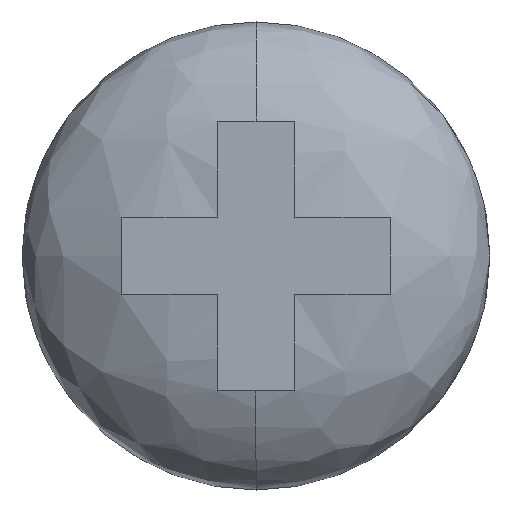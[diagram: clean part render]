
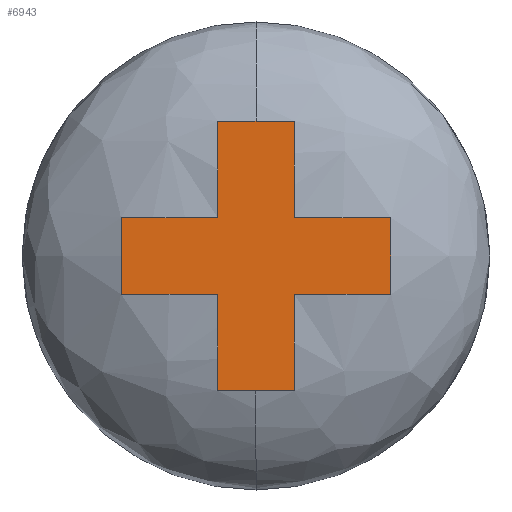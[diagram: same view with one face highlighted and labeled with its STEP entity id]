
A CAD part, front view. The second image highlights one B-rep face of the part: STEP entity #6943.
In plain terms, the highlighted planar face has unit normal (0, -1, 0).
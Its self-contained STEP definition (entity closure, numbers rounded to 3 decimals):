
#56 = DIRECTION ( 'NONE',  ( 0., 1., 0. ) ) ;
#70 = CARTESIAN_POINT ( 'NONE',  ( 2., 8.7, 136.425 ) ) ;
#225 = VECTOR ( 'NONE', #3129, 1000. ) ;
#268 = DIRECTION ( 'NONE',  ( 1., 0., 0. ) ) ;
#409 = CARTESIAN_POINT ( 'NONE',  ( 0.075, 8.7, 134.5 ) ) ;
#732 = VERTEX_POINT ( 'NONE', #8923 ) ;
#1025 = LINE ( 'NONE', #10050, #5556 ) ;
#1118 = CARTESIAN_POINT ( 'NONE',  ( 0.925, 8.7, 135.575 ) ) ;
#1158 = VECTOR ( 'NONE', #4157, 1000. ) ;
#1318 = EDGE_CURVE ( 'NONE', #2316, #8298, #1457, .T. ) ;
#1346 = FACE_OUTER_BOUND ( 'NONE', #6330, .T. ) ;
#1457 = LINE ( 'NONE', #9474, #8130 ) ;
#1479 = ORIENTED_EDGE ( 'NONE', *, *, #2294, .F. ) ;
#1585 = CARTESIAN_POINT ( 'NONE',  ( 0.075, 8.7, 135.575 ) ) ;
#1787 = EDGE_CURVE ( 'NONE', #5326, #7568, #3568, .T. ) ;
#1836 = EDGE_CURVE ( 'NONE', #10872, #2316, #3006, .T. ) ;
#1969 = CARTESIAN_POINT ( 'NONE',  ( 0.925, 8.7, 135.575 ) ) ;
#2082 = VERTEX_POINT ( 'NONE', #1969 ) ;
#2232 = DIRECTION ( 'NONE',  ( 0., 0., -1. ) ) ;
#2238 = DIRECTION ( 'NONE',  ( 1., 0., 0. ) ) ;
#2294 = EDGE_CURVE ( 'NONE', #9965, #5326, #4990, .T. ) ;
#2316 = VERTEX_POINT ( 'NONE', #70 ) ;
#2401 = CARTESIAN_POINT ( 'NONE',  ( 0.925, 8.7, 136.425 ) ) ;
#2437 = VECTOR ( 'NONE', #10145, 1000. ) ;
#2585 = CARTESIAN_POINT ( 'NONE',  ( 0.925, 8.7, 134.5 ) ) ;
#2638 = LINE ( 'NONE', #4058, #225 ) ;
#2829 = EDGE_CURVE ( 'NONE', #3469, #9965, #10641, .T. ) ;
#3006 = LINE ( 'NONE', #2401, #3290 ) ;
#3106 = EDGE_CURVE ( 'NONE', #8298, #2082, #7249, .T. ) ;
#3129 = DIRECTION ( 'NONE',  ( 0., 0., -1. ) ) ;
#3221 = CARTESIAN_POINT ( 'NONE',  ( 0.075, 8.7, 137.5 ) ) ;
#3290 = VECTOR ( 'NONE', #7844, 1000. ) ;
#3300 = DIRECTION ( 'NONE',  ( 0., 0., 1. ) ) ;
#3337 = EDGE_CURVE ( 'NONE', #10870, #6702, #4415, .T. ) ;
#3345 = LINE ( 'NONE', #5095, #7888 ) ;
#3469 = VERTEX_POINT ( 'NONE', #2585 ) ;
#3568 = LINE ( 'NONE', #7770, #1158 ) ;
#3675 = CARTESIAN_POINT ( 'NONE',  ( 0.075, 8.7, 135.575 ) ) ;
#3718 = ORIENTED_EDGE ( 'NONE', *, *, #4464, .F. ) ;
#4058 = CARTESIAN_POINT ( 'NONE',  ( 0.925, 8.7, 135.575 ) ) ;
#4118 = VERTEX_POINT ( 'NONE', #6336 ) ;
#4157 = DIRECTION ( 'NONE',  ( -1., 0., 0. ) ) ;
#4415 = LINE ( 'NONE', #9627, #6826 ) ;
#4464 = EDGE_CURVE ( 'NONE', #732, #10870, #7002, .T. ) ;
#4490 = CARTESIAN_POINT ( 'NONE',  ( 0.075, 8.7, 134.5 ) ) ;
#4590 = VECTOR ( 'NONE', #268, 1000. ) ;
#4739 = ORIENTED_EDGE ( 'NONE', *, *, #2829, .F. ) ;
#4963 = EDGE_CURVE ( 'NONE', #7568, #732, #1025, .T. ) ;
#4990 = LINE ( 'NONE', #3675, #9800 ) ;
#5095 = CARTESIAN_POINT ( 'NONE',  ( 0.925, 8.7, 137.5 ) ) ;
#5326 = VERTEX_POINT ( 'NONE', #1585 ) ;
#5556 = VECTOR ( 'NONE', #5601, 1000. ) ;
#5558 = VECTOR ( 'NONE', #10805, 1000. ) ;
#5601 = DIRECTION ( 'NONE',  ( 0., 0., 1. ) ) ;
#6035 = DIRECTION ( 'NONE',  ( 0., 0., -1. ) ) ;
#6330 = EDGE_LOOP ( 'NONE', ( #8448, #7648, #7397, #9587, #9862, #9435, #3718, #6575, #7006, #1479, #4739, #9681 ) ) ;
#6336 = CARTESIAN_POINT ( 'NONE',  ( 0.925, 8.7, 137.5 ) ) ;
#6396 = DIRECTION ( 'NONE',  ( 0., 0., 1. ) ) ;
#6575 = ORIENTED_EDGE ( 'NONE', *, *, #4963, .F. ) ;
#6640 = EDGE_CURVE ( 'NONE', #2082, #3469, #2638, .T. ) ;
#6702 = VERTEX_POINT ( 'NONE', #3221 ) ;
#6826 = VECTOR ( 'NONE', #3300, 1000. ) ;
#6943 = ADVANCED_FACE ( 'NONE', ( #1346 ), #8201, .F. ) ;
#7002 = LINE ( 'NONE', #11092, #4590 ) ;
#7006 = ORIENTED_EDGE ( 'NONE', *, *, #1787, .F. ) ;
#7249 = LINE ( 'NONE', #1118, #2437 ) ;
#7397 = ORIENTED_EDGE ( 'NONE', *, *, #1836, .F. ) ;
#7568 = VERTEX_POINT ( 'NONE', #10134 ) ;
#7648 = ORIENTED_EDGE ( 'NONE', *, *, #1318, .F. ) ;
#7770 = CARTESIAN_POINT ( 'NONE',  ( -1., 8.7, 135.575 ) ) ;
#7844 = DIRECTION ( 'NONE',  ( 1., 0., 0. ) ) ;
#7888 = VECTOR ( 'NONE', #6035, 1000. ) ;
#8130 = VECTOR ( 'NONE', #2232, 1000. ) ;
#8201 = PLANE ( 'NONE',  #10860 ) ;
#8298 = VERTEX_POINT ( 'NONE', #8513 ) ;
#8448 = ORIENTED_EDGE ( 'NONE', *, *, #3106, .F. ) ;
#8513 = CARTESIAN_POINT ( 'NONE',  ( 2., 8.7, 135.575 ) ) ;
#8585 = CARTESIAN_POINT ( 'NONE',  ( 0.075, 8.7, 137.5 ) ) ;
#8923 = CARTESIAN_POINT ( 'NONE',  ( -1., 8.7, 136.425 ) ) ;
#9097 = DIRECTION ( 'NONE',  ( 0., 0., 1. ) ) ;
#9099 = CARTESIAN_POINT ( 'NONE',  ( 0.075, 8.7, 136.425 ) ) ;
#9300 = VECTOR ( 'NONE', #2238, 1000. ) ;
#9435 = ORIENTED_EDGE ( 'NONE', *, *, #3337, .F. ) ;
#9474 = CARTESIAN_POINT ( 'NONE',  ( 2., 8.7, 136.425 ) ) ;
#9587 = ORIENTED_EDGE ( 'NONE', *, *, #10054, .F. ) ;
#9627 = CARTESIAN_POINT ( 'NONE',  ( 0.075, 8.7, 137.5 ) ) ;
#9681 = ORIENTED_EDGE ( 'NONE', *, *, #6640, .F. ) ;
#9738 = LINE ( 'NONE', #8585, #9300 ) ;
#9800 = VECTOR ( 'NONE', #9097, 1000. ) ;
#9862 = ORIENTED_EDGE ( 'NONE', *, *, #9974, .F. ) ;
#9965 = VERTEX_POINT ( 'NONE', #409 ) ;
#9974 = EDGE_CURVE ( 'NONE', #6702, #4118, #9738, .T. ) ;
#9983 = CARTESIAN_POINT ( 'NONE',  ( 0., 8.7, 0. ) ) ;
#10000 = CARTESIAN_POINT ( 'NONE',  ( 0.925, 8.7, 136.425 ) ) ;
#10050 = CARTESIAN_POINT ( 'NONE',  ( -1., 8.7, 136.425 ) ) ;
#10054 = EDGE_CURVE ( 'NONE', #4118, #10872, #3345, .T. ) ;
#10134 = CARTESIAN_POINT ( 'NONE',  ( -1., 8.7, 135.575 ) ) ;
#10145 = DIRECTION ( 'NONE',  ( -1., 0., 0. ) ) ;
#10641 = LINE ( 'NONE', #4490, #5558 ) ;
#10805 = DIRECTION ( 'NONE',  ( -1., 0., 0. ) ) ;
#10860 = AXIS2_PLACEMENT_3D ( 'NONE', #9983, #56, #6396 ) ;
#10870 = VERTEX_POINT ( 'NONE', #9099 ) ;
#10872 = VERTEX_POINT ( 'NONE', #10000 ) ;
#11092 = CARTESIAN_POINT ( 'NONE',  ( -1., 8.7, 136.425 ) ) ;
